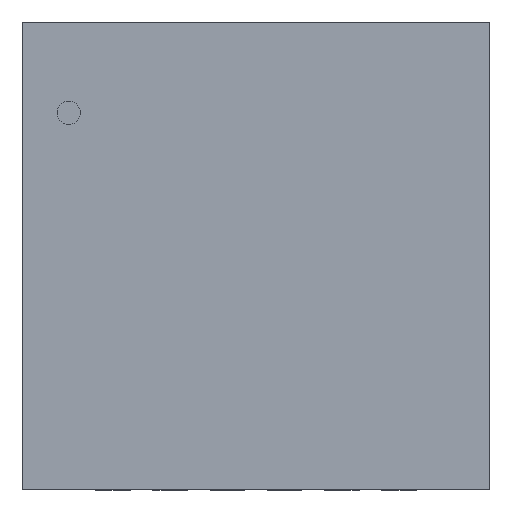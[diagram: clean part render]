
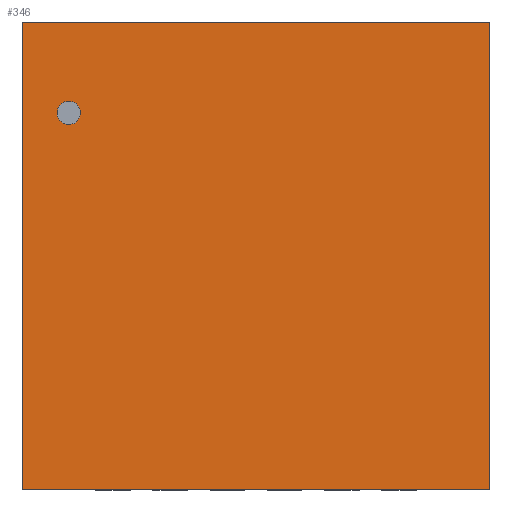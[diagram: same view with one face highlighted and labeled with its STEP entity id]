
A CAD part, top view. The second image highlights one B-rep face of the part: STEP entity #346.
In plain terms, the highlighted planar face has unit normal (0, 0, 1).
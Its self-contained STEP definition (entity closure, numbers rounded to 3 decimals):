
#225 = VERTEX_POINT('',#226);
#226 = CARTESIAN_POINT('',(2.045,-2.045,0.813));
#232 = EDGE_CURVE('',#233,#225,#235,.T.);
#233 = VERTEX_POINT('',#234);
#234 = CARTESIAN_POINT('',(-2.045,-2.045,0.813));
#235 = LINE('',#236,#237);
#236 = CARTESIAN_POINT('',(-2.045,-2.045,0.813));
#237 = VECTOR('',#238,1.);
#238 = DIRECTION('',(1.,0.,0.));
#263 = VERTEX_POINT('',#264);
#264 = CARTESIAN_POINT('',(2.045,2.045,0.813));
#270 = EDGE_CURVE('',#225,#263,#271,.T.);
#271 = LINE('',#272,#273);
#272 = CARTESIAN_POINT('',(2.045,-2.045,0.813));
#273 = VECTOR('',#274,1.);
#274 = DIRECTION('',(0.,1.,0.));
#294 = VERTEX_POINT('',#295);
#295 = CARTESIAN_POINT('',(-2.045,2.045,0.813));
#301 = EDGE_CURVE('',#263,#294,#302,.T.);
#302 = LINE('',#303,#304);
#303 = CARTESIAN_POINT('',(2.045,2.045,0.813));
#304 = VECTOR('',#305,1.);
#305 = DIRECTION('',(-1.,0.,0.));
#323 = EDGE_CURVE('',#294,#233,#324,.T.);
#324 = LINE('',#325,#326);
#325 = CARTESIAN_POINT('',(-2.045,2.045,0.813));
#326 = VECTOR('',#327,1.);
#327 = DIRECTION('',(0.,-1.,0.));
#346 = ADVANCED_FACE('',(#347),#353,.T.);
#347 = FACE_BOUND('',#348,.T.);
#348 = EDGE_LOOP('',(#349,#350,#351,#352));
#349 = ORIENTED_EDGE('',*,*,#232,.T.);
#350 = ORIENTED_EDGE('',*,*,#270,.T.);
#351 = ORIENTED_EDGE('',*,*,#301,.T.);
#352 = ORIENTED_EDGE('',*,*,#323,.T.);
#353 = PLANE('',#354);
#354 = AXIS2_PLACEMENT_3D('',#355,#356,#357);
#355 = CARTESIAN_POINT('',(-2.045,-2.045,0.813));
#356 = DIRECTION('',(0.,0.,1.));
#357 = DIRECTION('',(0.,1.,0.));
